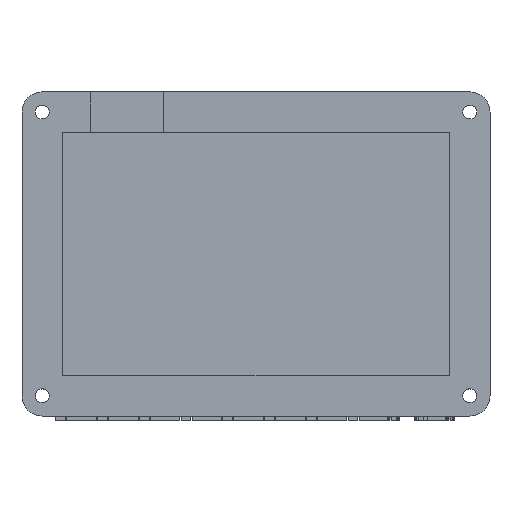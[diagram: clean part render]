
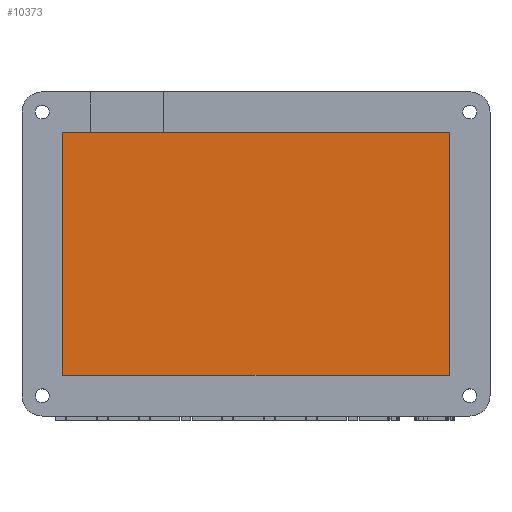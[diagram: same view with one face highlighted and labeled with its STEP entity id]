
A CAD part, top view. The second image highlights one B-rep face of the part: STEP entity #10373.
In plain terms, the highlighted planar face has unit normal (0, 0, 1).
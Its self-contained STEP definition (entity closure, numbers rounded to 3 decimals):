
#1251=FACE_OUTER_BOUND('',#1909,.T.);
#1909=EDGE_LOOP('',(#6529,#6530,#6531,#6532));
#2639=LINE('',#13787,#3223);
#2640=LINE('',#13789,#3224);
#2641=LINE('',#13791,#3225);
#2642=LINE('',#13792,#3226);
#3223=VECTOR('',#11832,10.);
#3224=VECTOR('',#11833,10.);
#3225=VECTOR('',#11834,10.);
#3226=VECTOR('',#11835,10.);
#3809=VERTEX_POINT('',#13785);
#3810=VERTEX_POINT('',#13786);
#3811=VERTEX_POINT('',#13788);
#3812=VERTEX_POINT('',#13790);
#4885=EDGE_CURVE('',#3809,#3810,#2639,.T.);
#4886=EDGE_CURVE('',#3811,#3809,#2640,.T.);
#4887=EDGE_CURVE('',#3812,#3811,#2641,.T.);
#4888=EDGE_CURVE('',#3810,#3812,#2642,.T.);
#6529=ORIENTED_EDGE('',*,*,#4885,.F.);
#6530=ORIENTED_EDGE('',*,*,#4886,.F.);
#6531=ORIENTED_EDGE('',*,*,#4887,.F.);
#6532=ORIENTED_EDGE('',*,*,#4888,.F.);
#9727=PLANE('',#11095);
#10373=ADVANCED_FACE('',(#1251),#9727,.T.);
#11095=AXIS2_PLACEMENT_3D('',#13784,#11830,#11831);
#11830=DIRECTION('center_axis',(0.,0.,1.));
#11831=DIRECTION('ref_axis',(-1.,0.,0.));
#11832=DIRECTION('',(1.,0.,0.));
#11833=DIRECTION('',(0.,1.,0.));
#11834=DIRECTION('',(-1.,0.,0.));
#11835=DIRECTION('',(0.,-1.,0.));
#13784=CARTESIAN_POINT('Origin',(22.733,0.,
3.));
#13785=CARTESIAN_POINT('',(-25.017,30.,3.));
#13786=CARTESIAN_POINT('',(70.483,30.,3.));
#13787=CARTESIAN_POINT('',(-1.142,30.,3.));
#13788=CARTESIAN_POINT('',(-25.017,-30.,3.));
#13789=CARTESIAN_POINT('',(-25.017,-15.,3.));
#13790=CARTESIAN_POINT('',(70.483,-30.,3.));
#13791=CARTESIAN_POINT('',(46.608,-30.,3.));
#13792=CARTESIAN_POINT('',(70.483,15.,3.));
